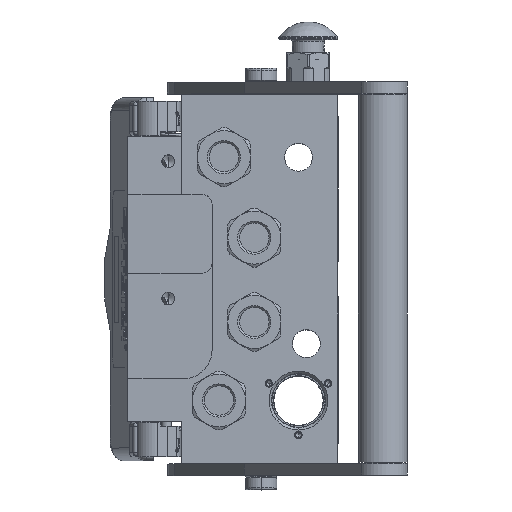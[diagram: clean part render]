
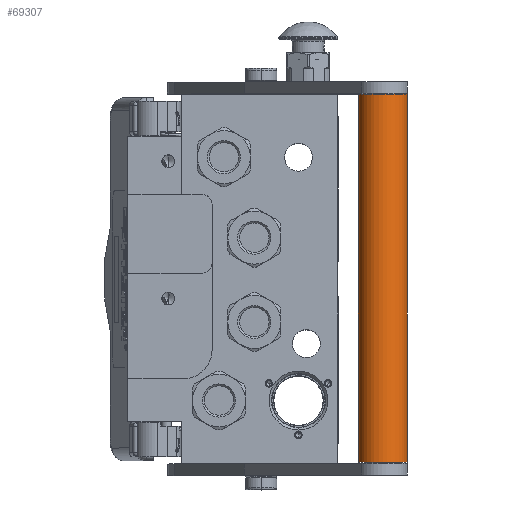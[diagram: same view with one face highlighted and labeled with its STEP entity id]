
A CAD part, top view. The second image highlights one B-rep face of the part: STEP entity #69307.
In plain terms, the highlighted cylindrical face has radius 12.5 mm (diameter 25 mm), a partial arc.
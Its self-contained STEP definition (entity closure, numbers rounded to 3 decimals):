
#2451 = VECTOR ( 'NONE', #33275, 1000. ) ;
#3495 = LINE ( 'NONE', #72203, #118311 ) ;
#3667 = DIRECTION ( 'NONE',  ( 1., 0., 0. ) ) ;
#6063 = DIRECTION ( 'NONE',  ( 0., 0., -1. ) ) ;
#14905 = CARTESIAN_POINT ( 'NONE',  ( 192., 0., -12.5 ) ) ;
#15922 = EDGE_CURVE ( 'NONE', #152408, #57829, #38086, .T. ) ;
#16152 = CARTESIAN_POINT ( 'NONE',  ( -9.825, 0., 0. ) ) ;
#16336 = VERTEX_POINT ( 'NONE', #37869 ) ;
#17496 = CIRCLE ( 'NONE', #124770, 12.5 ) ;
#21148 = ORIENTED_EDGE ( 'NONE', *, *, #155962, .T. ) ;
#33275 = DIRECTION ( 'NONE',  ( -1., 0., 0. ) ) ;
#34993 = CARTESIAN_POINT ( 'NONE',  ( 4.5, 0., -12.5 ) ) ;
#37869 = CARTESIAN_POINT ( 'NONE',  ( 4.5, 0., 12.5 ) ) ;
#38086 = CIRCLE ( 'NONE', #66472, 12.5 ) ;
#39635 = DIRECTION ( 'NONE',  ( 0., 0., -1. ) ) ;
#41638 = DIRECTION ( 'NONE',  ( -1., 0., 0. ) ) ;
#46833 = EDGE_CURVE ( 'NONE', #136197, #16336, #17496, .T. ) ;
#57829 = VERTEX_POINT ( 'NONE', #146186 ) ;
#66472 = AXIS2_PLACEMENT_3D ( 'NONE', #79417, #3667, #39635 ) ;
#69307 = ADVANCED_FACE ( 'NONE', ( #160533 ), #73261, .T. ) ;
#71524 = ORIENTED_EDGE ( 'NONE', *, *, #137067, .F. ) ;
#71967 = CARTESIAN_POINT ( 'NONE',  ( 192., 0., -12.5 ) ) ;
#72203 = CARTESIAN_POINT ( 'NONE',  ( 192., 0., 12.5 ) ) ;
#73261 = CYLINDRICAL_SURFACE ( 'NONE', #162359, 12.5 ) ;
#79417 = CARTESIAN_POINT ( 'NONE',  ( 192., 0., 0. ) ) ;
#93045 = DIRECTION ( 'NONE',  ( 0., 0., 1. ) ) ;
#96140 = DIRECTION ( 'NONE',  ( 1., 0., 0. ) ) ;
#109515 = CARTESIAN_POINT ( 'NONE',  ( 4.5, 0., 0. ) ) ;
#112644 = DIRECTION ( 'NONE',  ( -1., 0., 0. ) ) ;
#114237 = ORIENTED_EDGE ( 'NONE', *, *, #15922, .F. ) ;
#118311 = VECTOR ( 'NONE', #112644, 1000. ) ;
#119928 = ORIENTED_EDGE ( 'NONE', *, *, #46833, .T. ) ;
#124770 = AXIS2_PLACEMENT_3D ( 'NONE', #109515, #96140, #6063 ) ;
#133960 = EDGE_LOOP ( 'NONE', ( #119928, #71524, #114237, #21148 ) ) ;
#136197 = VERTEX_POINT ( 'NONE', #34993 ) ;
#137067 = EDGE_CURVE ( 'NONE', #57829, #16336, #3495, .T. ) ;
#146186 = CARTESIAN_POINT ( 'NONE',  ( 192., 0., 12.5 ) ) ;
#152408 = VERTEX_POINT ( 'NONE', #14905 ) ;
#155962 = EDGE_CURVE ( 'NONE', #152408, #136197, #156984, .T. ) ;
#156984 = LINE ( 'NONE', #71967, #2451 ) ;
#160533 = FACE_OUTER_BOUND ( 'NONE', #133960, .T. ) ;
#162359 = AXIS2_PLACEMENT_3D ( 'NONE', #16152, #41638, #93045 ) ;
